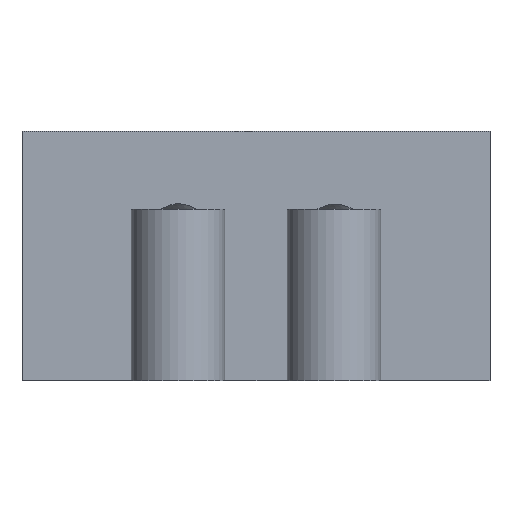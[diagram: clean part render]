
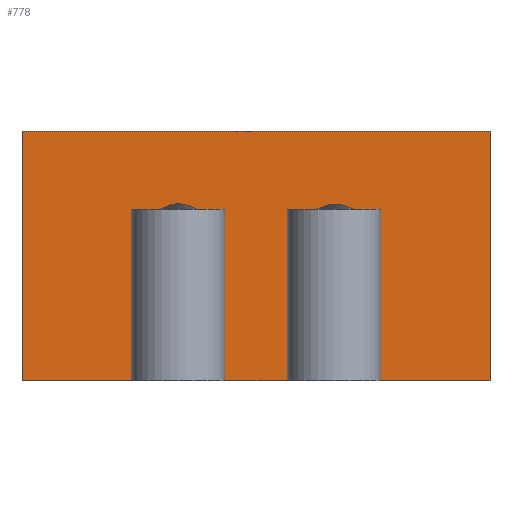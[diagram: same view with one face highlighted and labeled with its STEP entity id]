
A CAD part, top view. The second image highlights one B-rep face of the part: STEP entity #778.
In plain terms, the highlighted planar face has unit normal (0, 0, 1).
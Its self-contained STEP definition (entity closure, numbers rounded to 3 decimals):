
#19=(
BOUNDED_CURVE()
B_SPLINE_CURVE(2,(#1172,#1173,#1174),.UNSPECIFIED.,.F.,.F.)
B_SPLINE_CURVE_WITH_KNOTS((3,3),(0.,0.241),.UNSPECIFIED.)
CURVE()
GEOMETRIC_REPRESENTATION_ITEM()
RATIONAL_B_SPLINE_CURVE((1.,1.579,1.))
REPRESENTATION_ITEM('')
);
#20=(
BOUNDED_CURVE()
B_SPLINE_CURVE(2,(#1188,#1189,#1190),.UNSPECIFIED.,.F.,.F.)
B_SPLINE_CURVE_WITH_KNOTS((3,3),(0.,0.246),.UNSPECIFIED.)
CURVE()
GEOMETRIC_REPRESENTATION_ITEM()
RATIONAL_B_SPLINE_CURVE((1.,1.619,1.))
REPRESENTATION_ITEM('')
);
#37=FACE_OUTER_BOUND('',#77,.T.);
#77=EDGE_LOOP('',(#547,#548,#549,#550,#551,#552,#553,#554,#555,#556,#557,
#558,#559,#560,#561,#562));
#134=LINE('',#1109,#226);
#135=LINE('',#1115,#227);
#140=LINE('',#1134,#232);
#141=LINE('',#1136,#233);
#152=LINE('',#1166,#244);
#153=LINE('',#1168,#245);
#154=LINE('',#1170,#246);
#155=LINE('',#1176,#247);
#156=LINE('',#1178,#248);
#157=LINE('',#1180,#249);
#158=LINE('',#1182,#250);
#159=LINE('',#1184,#251);
#160=LINE('',#1186,#252);
#161=LINE('',#1187,#253);
#226=VECTOR('',#891,10.);
#227=VECTOR('',#896,10.);
#232=VECTOR('',#915,10.);
#233=VECTOR('',#916,10.);
#244=VECTOR('',#943,10.);
#245=VECTOR('',#944,10.);
#246=VECTOR('',#945,10.);
#247=VECTOR('',#946,10.);
#248=VECTOR('',#947,10.);
#249=VECTOR('',#948,10.);
#250=VECTOR('',#949,10.);
#251=VECTOR('',#950,10.);
#252=VECTOR('',#951,10.);
#253=VECTOR('',#952,10.);
#318=VERTEX_POINT('',#1107);
#319=VERTEX_POINT('',#1108);
#321=VERTEX_POINT('',#1112);
#322=VERTEX_POINT('',#1114);
#329=VERTEX_POINT('',#1133);
#330=VERTEX_POINT('',#1135);
#341=VERTEX_POINT('',#1165);
#342=VERTEX_POINT('',#1167);
#343=VERTEX_POINT('',#1169);
#344=VERTEX_POINT('',#1171);
#345=VERTEX_POINT('',#1175);
#346=VERTEX_POINT('',#1177);
#347=VERTEX_POINT('',#1179);
#348=VERTEX_POINT('',#1181);
#349=VERTEX_POINT('',#1183);
#350=VERTEX_POINT('',#1185);
#394=EDGE_CURVE('',#318,#319,#134,.T.);
#397=EDGE_CURVE('',#322,#321,#135,.T.);
#406=EDGE_CURVE('',#319,#329,#140,.T.);
#407=EDGE_CURVE('',#330,#322,#141,.T.);
#422=EDGE_CURVE('',#329,#341,#152,.T.);
#423=EDGE_CURVE('',#341,#342,#153,.T.);
#424=EDGE_CURVE('',#342,#343,#154,.T.);
#425=EDGE_CURVE('',#343,#344,#19,.T.);
#426=EDGE_CURVE('',#344,#345,#155,.T.);
#427=EDGE_CURVE('',#345,#346,#156,.T.);
#428=EDGE_CURVE('',#346,#347,#157,.T.);
#429=EDGE_CURVE('',#348,#347,#158,.T.);
#430=EDGE_CURVE('',#349,#348,#159,.T.);
#431=EDGE_CURVE('',#349,#350,#160,.T.);
#432=EDGE_CURVE('',#350,#330,#161,.T.);
#433=EDGE_CURVE('',#321,#318,#20,.T.);
#547=ORIENTED_EDGE('',*,*,#394,.T.);
#548=ORIENTED_EDGE('',*,*,#406,.T.);
#549=ORIENTED_EDGE('',*,*,#422,.T.);
#550=ORIENTED_EDGE('',*,*,#423,.T.);
#551=ORIENTED_EDGE('',*,*,#424,.T.);
#552=ORIENTED_EDGE('',*,*,#425,.T.);
#553=ORIENTED_EDGE('',*,*,#426,.T.);
#554=ORIENTED_EDGE('',*,*,#427,.T.);
#555=ORIENTED_EDGE('',*,*,#428,.T.);
#556=ORIENTED_EDGE('',*,*,#429,.F.);
#557=ORIENTED_EDGE('',*,*,#430,.F.);
#558=ORIENTED_EDGE('',*,*,#431,.T.);
#559=ORIENTED_EDGE('',*,*,#432,.T.);
#560=ORIENTED_EDGE('',*,*,#407,.T.);
#561=ORIENTED_EDGE('',*,*,#397,.T.);
#562=ORIENTED_EDGE('',*,*,#433,.T.);
#746=PLANE('',#842);
#778=ADVANCED_FACE('',(#37),#746,.T.);
#842=AXIS2_PLACEMENT_3D('',#1164,#941,#942);
#891=DIRECTION('',(1.,0.,0.));
#896=DIRECTION('',(1.,0.,0.));
#915=DIRECTION('',(0.,-1.,0.));
#916=DIRECTION('',(0.,1.,0.));
#941=DIRECTION('center_axis',(0.,0.,1.));
#942=DIRECTION('ref_axis',(0.,-1.,0.));
#943=DIRECTION('',(1.,0.,0.));
#944=DIRECTION('',(0.,1.,0.));
#945=DIRECTION('',(1.,0.,0.));
#946=DIRECTION('',(1.,0.,0.));
#947=DIRECTION('',(0.,-1.,0.));
#948=DIRECTION('',(1.,0.,0.));
#949=DIRECTION('',(0.,-1.,0.));
#950=DIRECTION('',(1.,0.,0.));
#951=DIRECTION('',(0.,-1.,0.));
#952=DIRECTION('',(1.,0.,0.));
#1107=CARTESIAN_POINT('',(-3.799,-7.,8.));
#1108=CARTESIAN_POINT('',(-2.,-7.,8.));
#1109=CARTESIAN_POINT('',(-10.,-7.,8.));
#1112=CARTESIAN_POINT('',(-6.158,-7.,8.));
#1114=CARTESIAN_POINT('',(-8.,-7.,8.));
#1115=CARTESIAN_POINT('',(-10.,-7.,8.));
#1133=CARTESIAN_POINT('',(-2.,-18.,8.));
#1134=CARTESIAN_POINT('',(-2.,-12.5,8.));
#1135=CARTESIAN_POINT('',(-8.,-18.,8.));
#1136=CARTESIAN_POINT('',(-8.,-12.5,8.));
#1164=CARTESIAN_POINT('Origin',(-15.,-2.,8.));
#1165=CARTESIAN_POINT('',(2.,-18.,8.));
#1166=CARTESIAN_POINT('',(-15.,-18.,8.));
#1167=CARTESIAN_POINT('',(2.,-7.,8.));
#1168=CARTESIAN_POINT('',(2.,-12.5,8.));
#1169=CARTESIAN_POINT('',(3.906,-7.,8.));
#1170=CARTESIAN_POINT('',(-5.,-7.,8.));
#1171=CARTESIAN_POINT('',(6.227,-7.,8.));
#1172=CARTESIAN_POINT('Ctrl Pts',(3.906,-7.,8.));
#1173=CARTESIAN_POINT('Ctrl Pts',(5.066,-6.46,8.));
#1174=CARTESIAN_POINT('Ctrl Pts',(6.227,-7.,8.));
#1175=CARTESIAN_POINT('',(8.,-7.,8.));
#1176=CARTESIAN_POINT('',(-5.,-7.,8.));
#1177=CARTESIAN_POINT('',(8.,-18.,8.));
#1178=CARTESIAN_POINT('',(8.,-12.5,8.));
#1179=CARTESIAN_POINT('',(15.,-18.,8.));
#1180=CARTESIAN_POINT('',(-15.,-18.,8.));
#1181=CARTESIAN_POINT('',(15.,-2.,8.));
#1182=CARTESIAN_POINT('',(15.,-2.,8.));
#1183=CARTESIAN_POINT('',(-15.,-2.,8.));
#1184=CARTESIAN_POINT('',(-15.,-2.,8.));
#1185=CARTESIAN_POINT('',(-15.,-18.,8.));
#1186=CARTESIAN_POINT('',(-15.,-2.,8.));
#1187=CARTESIAN_POINT('',(-15.,-18.,8.));
#1188=CARTESIAN_POINT('Ctrl Pts',(-6.158,-7.,8.));
#1189=CARTESIAN_POINT('Ctrl Pts',(-4.978,-6.442,8.));
#1190=CARTESIAN_POINT('Ctrl Pts',(-3.799,-7.,8.));
